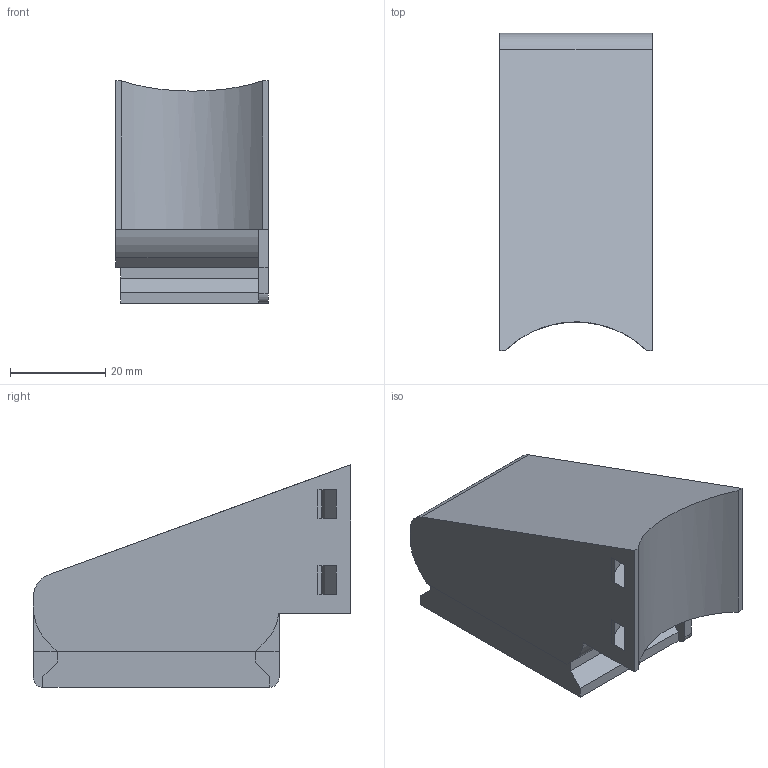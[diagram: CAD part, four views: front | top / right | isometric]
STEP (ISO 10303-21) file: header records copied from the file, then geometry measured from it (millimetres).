
FILE_DESCRIPTION(/* description */ (''),/* implementation_level */ '2;1');
FILE_NAME(/* name */ 'OBS-VerticalCase-M-002-Oberrohr.stp',/* time_stamp */ '2021-03-16T21:10:37+01:00',/* author */ ('hpcthobs'),/* organization */ (''),/* preprocessor_version */ 'ST-DEVELOPER v18.1',/* originating_system */ 'Autodesk Inventor 2021',/* authorisation */ '');
FILE_SCHEMA (('AUTOMOTIVE_DESIGN { 1 0 10303 214 3 1 1 }'));
Length unit declared in the file: millimetre
Products named in the file (1): OBS-VerticalCase-M-002-Oberrohr
Bounding box: 32 x 66.6 x 46.74 mm (x, y, z)
Volume: 58432.9 mm3; surface area: 11785.3 mm2
Topology: 1 solids, 1 shells, 46 faces, 155 edges, 141 vertices
Faces by surface type: plane 31, cylinder 15
Entity records: 1648 total; most frequent: CARTESIAN_POINT 328, DIRECTION 256, ORIENTED_EDGE 244, EDGE_CURVE 122, LINE 92, VECTOR 92, AXIS2_PLACEMENT_3D 82, VERTEX_POINT 78
